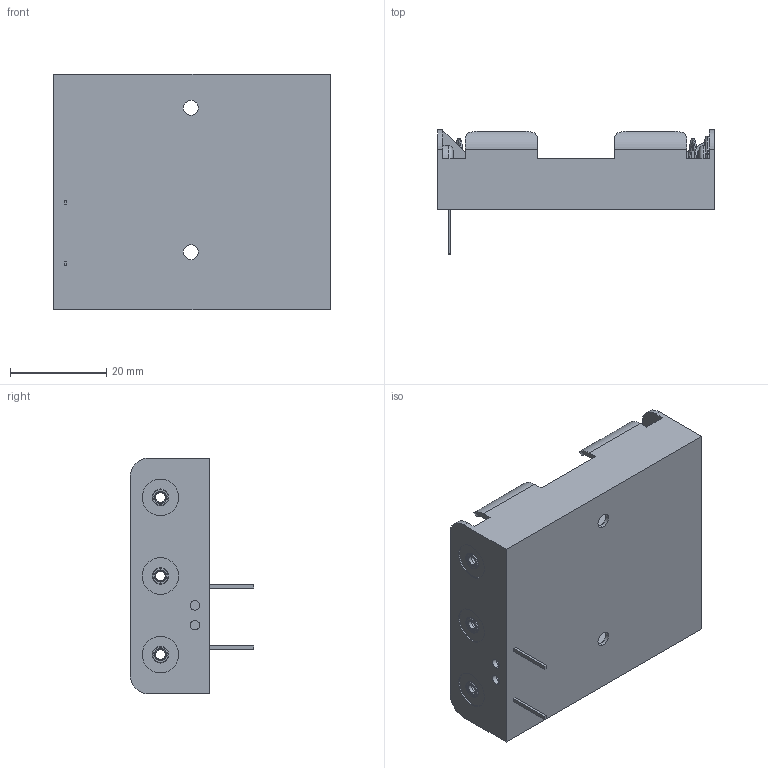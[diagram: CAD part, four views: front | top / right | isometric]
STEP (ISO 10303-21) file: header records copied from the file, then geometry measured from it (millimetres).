
FILE_DESCRIPTION (( 'STEP AP214' ), '1' );
FILE_NAME ('BC3AAPC.STEP', '2019-12-04T06:42:40', ( '' ), ( '' ), 'SwSTEP 2.0', 'SolidWorks 2016', '' );
FILE_SCHEMA (( 'AUTOMOTIVE_DESIGN' ));
Length unit declared in the file: millimetre
Products named in the file (1): BC3AAPC
Bounding box: 57.5 x 25.7 x 49 mm (x, y, z)
Volume: 8849.3 mm3; surface area: 15233.6 mm2
Topology: 10 solids, 10 shells, 476 faces, 1143 edges, 738 vertices
Faces by surface type: plane 246, cylinder 152, torus 72, bspline 6
Entity records: 19290 total; most frequent: CARTESIAN_POINT 7668, DIRECTION 2495, ORIENTED_EDGE 2286, EDGE_CURVE 1143, AXIS2_PLACEMENT_3D 913, VERTEX_POINT 738, LINE 669, VECTOR 669
